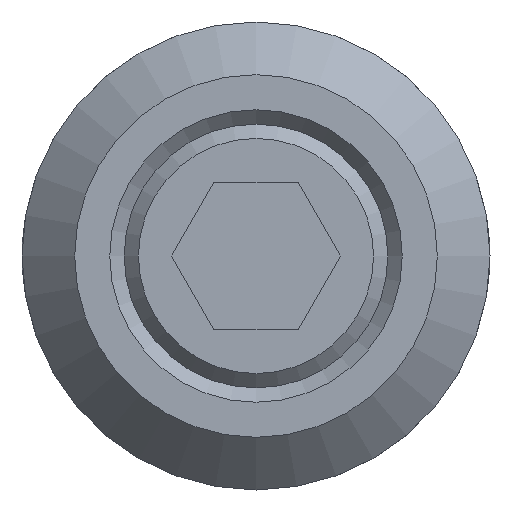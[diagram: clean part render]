
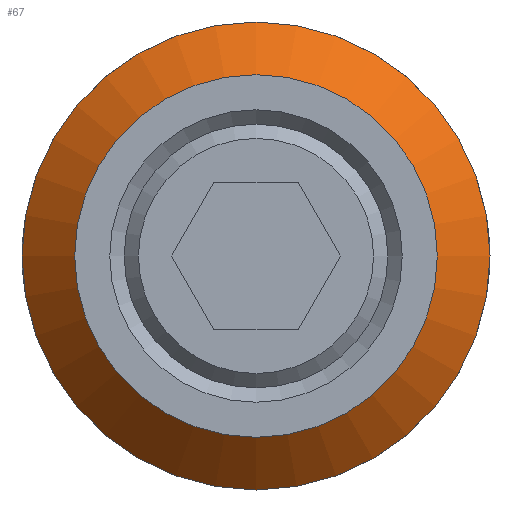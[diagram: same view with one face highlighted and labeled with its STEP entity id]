
A CAD part, left-side view. The second image highlights one B-rep face of the part: STEP entity #67.
In plain terms, the highlighted conical face has half-angle 45 degrees and reference radius 4 mm.
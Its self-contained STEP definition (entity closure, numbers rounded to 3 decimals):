
#67 = ADVANCED_FACE( '', ( #157, #158 ), #159, .T. );
#157 = FACE_BOUND( '', #278, .T. );
#158 = FACE_OUTER_BOUND( '', #279, .T. );
#159 = CONICAL_SURFACE( '', #280, 4., 0.785 );
#278 = EDGE_LOOP( '', ( #412 ) );
#279 = EDGE_LOOP( '', ( #413 ) );
#280 = AXIS2_PLACEMENT_3D( '', #414, #415, #416 );
#412 = ORIENTED_EDGE( '', *, *, #651, .T. );
#413 = ORIENTED_EDGE( '', *, *, #652, .F. );
#414 = CARTESIAN_POINT( '', ( 30.9, 0., 0. ) );
#415 = DIRECTION( '', ( 1., 0., 0. ) );
#416 = DIRECTION( '', ( 0., 0., -1. ) );
#651 = EDGE_CURVE( '', #761, #761, #762, .T. );
#652 = EDGE_CURVE( '', #763, #763, #764, .T. );
#761 = VERTEX_POINT( '', #912 );
#762 = CIRCLE( '', #913, 3.1 );
#763 = VERTEX_POINT( '', #914 );
#764 = CIRCLE( '', #915, 4. );
#912 = CARTESIAN_POINT( '', ( 30., 0., -3.1 ) );
#913 = AXIS2_PLACEMENT_3D( '', #1076, #1077, #1078 );
#914 = CARTESIAN_POINT( '', ( 30.9, 0., -4. ) );
#915 = AXIS2_PLACEMENT_3D( '', #1079, #1080, #1081 );
#1076 = CARTESIAN_POINT( '', ( 30., 0., 0. ) );
#1077 = DIRECTION( '', ( 1., 0., 0. ) );
#1078 = DIRECTION( '', ( 0., 0., -1. ) );
#1079 = CARTESIAN_POINT( '', ( 30.9, 0., 0. ) );
#1080 = DIRECTION( '', ( 1., 0., 0. ) );
#1081 = DIRECTION( '', ( 0., 0., -1. ) );
